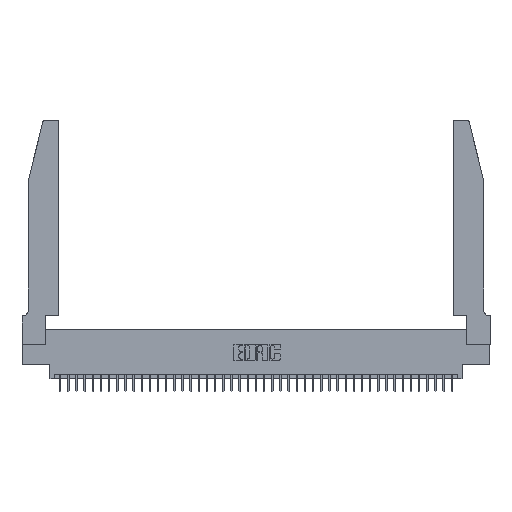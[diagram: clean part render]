
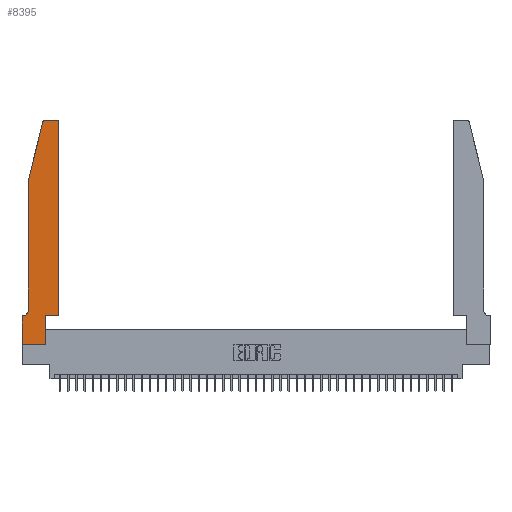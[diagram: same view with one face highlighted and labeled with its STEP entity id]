
A CAD part, top view. The second image highlights one B-rep face of the part: STEP entity #8395.
In plain terms, the highlighted planar face has unit normal (0, 0, 1).
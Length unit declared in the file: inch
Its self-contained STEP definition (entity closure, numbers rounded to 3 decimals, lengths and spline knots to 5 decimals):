
#120 = DIRECTION ( 'NONE',  ( 0., -1., 0. ) ) ;
#686 = VECTOR ( 'NONE', #36483, 39.37008 ) ;
#716 = CARTESIAN_POINT ( 'NONE',  ( 0.2865, 0.35, 0.37 ) ) ;
#811 = ORIENTED_EDGE ( 'NONE', *, *, #20115, .T. ) ;
#830 = DIRECTION ( 'NONE',  ( 0., 0., -1. ) ) ;
#1497 = ORIENTED_EDGE ( 'NONE', *, *, #26605, .T. ) ;
#1868 = CARTESIAN_POINT ( 'NONE',  ( 0.284, 2.75, 0.37 ) ) ;
#3044 = LINE ( 'NONE', #15106, #28185 ) ;
#3692 = CARTESIAN_POINT ( 'NONE',  ( 0.0055, 0.35, 0.37 ) ) ;
#3932 = CARTESIAN_POINT ( 'NONE',  ( 0.0755, 0.42, 0.37 ) ) ;
#4376 = VECTOR ( 'NONE', #37915, 39.37008 ) ;
#4740 = LINE ( 'NONE', #12407, #23157 ) ;
#5419 = LINE ( 'NONE', #29814, #24365 ) ;
#5717 = VECTOR ( 'NONE', #24784, 39.37008 ) ;
#6236 = CARTESIAN_POINT ( 'NONE',  ( 0.4505, 2.72, 0.37 ) ) ;
#6483 = AXIS2_PLACEMENT_3D ( 'NONE', #18157, #30768, #31336 ) ;
#6733 = EDGE_CURVE ( 'NONE', #12213, #16330, #34926, .T. ) ;
#7480 = EDGE_CURVE ( 'NONE', #39491, #8948, #14376, .T. ) ;
#7725 = EDGE_CURVE ( 'NONE', #10169, #33987, #17376, .T. ) ;
#8265 = ORIENTED_EDGE ( 'NONE', *, *, #7480, .T. ) ;
#8363 = EDGE_CURVE ( 'NONE', #18567, #10169, #3044, .T. ) ;
#8395 = ADVANCED_FACE ( 'NONE', ( #20465 ), #34911, .T. ) ;
#8948 = VERTEX_POINT ( 'NONE', #15976 ) ;
#9310 = CARTESIAN_POINT ( 'NONE',  ( 0.4505, 0.35, 0.37 ) ) ;
#10142 = CARTESIAN_POINT ( 'NONE',  ( 0.0055, 0.42, 0.37 ) ) ;
#10169 = VERTEX_POINT ( 'NONE', #9310 ) ;
#10432 = CARTESIAN_POINT ( 'NONE',  ( 0., 0.35, 0.37 ) ) ;
#11318 = ORIENTED_EDGE ( 'NONE', *, *, #8363, .T. ) ;
#11367 = CARTESIAN_POINT ( 'NONE',  ( 0.0755, 2., 0.37 ) ) ;
#11844 = LINE ( 'NONE', #14750, #5717 ) ;
#11990 = CARTESIAN_POINT ( 'NONE',  ( 0.25487, 2.72718, 0.37 ) ) ;
#12179 = EDGE_LOOP ( 'NONE', ( #41978, #15940, #31308, #27191, #1497, #20186, #33002, #8265, #39570, #11318, #16660, #811 ) ) ;
#12213 = VERTEX_POINT ( 'NONE', #28438 ) ;
#12407 = CARTESIAN_POINT ( 'NONE',  ( 0.0755, 0.35, 0.37 ) ) ;
#13843 = DIRECTION ( 'NONE',  ( 0., 0., 1. ) ) ;
#14339 = VECTOR ( 'NONE', #41822, 39.37008 ) ;
#14376 = LINE ( 'NONE', #18490, #25646 ) ;
#14750 = CARTESIAN_POINT ( 'NONE',  ( 0.2865, 0.35, 0.37 ) ) ;
#14828 = CIRCLE ( 'NONE', #6483, 0.03 ) ;
#15106 = CARTESIAN_POINT ( 'NONE',  ( 0.4505, 0.35, 0.37 ) ) ;
#15527 = CARTESIAN_POINT ( 'NONE',  ( 0., 0.35, 0.37 ) ) ;
#15940 = ORIENTED_EDGE ( 'NONE', *, *, #28866, .T. ) ;
#15976 = CARTESIAN_POINT ( 'NONE',  ( 0.2865, 0., 0.37 ) ) ;
#16330 = VERTEX_POINT ( 'NONE', #1868 ) ;
#16660 = ORIENTED_EDGE ( 'NONE', *, *, #7725, .T. ) ;
#17129 = DIRECTION ( 'NONE',  ( 1., 0., 0. ) ) ;
#17376 = LINE ( 'NONE', #32179, #14339 ) ;
#17646 = EDGE_CURVE ( 'NONE', #26892, #37119, #34573, .T. ) ;
#18157 = CARTESIAN_POINT ( 'NONE',  ( 0.284, 2.72, 0.37 ) ) ;
#18490 = CARTESIAN_POINT ( 'NONE',  ( 0., 0., 0.37 ) ) ;
#18567 = VERTEX_POINT ( 'NONE', #716 ) ;
#19748 = CARTESIAN_POINT ( 'NONE',  ( 0.0755, 2., 0.37 ) ) ;
#20115 = EDGE_CURVE ( 'NONE', #33987, #12213, #21701, .T. ) ;
#20186 = ORIENTED_EDGE ( 'NONE', *, *, #36935, .T. ) ;
#20280 = LINE ( 'NONE', #11367, #4376 ) ;
#20465 = FACE_OUTER_BOUND ( 'NONE', #12179, .T. ) ;
#21463 = CARTESIAN_POINT ( 'NONE',  ( 0.2605, 2.75, 0.37 ) ) ;
#21701 = CIRCLE ( 'NONE', #26398, 0.03 ) ;
#21723 = DIRECTION ( 'NONE',  ( 1., 0., 0. ) ) ;
#21865 = DIRECTION ( 'NONE',  ( 0., 0., 1. ) ) ;
#23157 = VECTOR ( 'NONE', #38959, 39.37008 ) ;
#23964 = VERTEX_POINT ( 'NONE', #10432 ) ;
#24365 = VECTOR ( 'NONE', #120, 39.37008 ) ;
#24734 = EDGE_CURVE ( 'NONE', #39740, #26892, #20280, .T. ) ;
#24784 = DIRECTION ( 'NONE',  ( 0., 1., 0. ) ) ;
#25171 = DIRECTION ( 'NONE',  ( 1., 0., 0. ) ) ;
#25646 = VECTOR ( 'NONE', #42251, 39.37008 ) ;
#25791 = CIRCLE ( 'NONE', #41447, 0.07 ) ;
#26398 = AXIS2_PLACEMENT_3D ( 'NONE', #27210, #13843, #17129 ) ;
#26605 = EDGE_CURVE ( 'NONE', #37119, #31599, #25791, .T. ) ;
#26892 = VERTEX_POINT ( 'NONE', #38529 ) ;
#27191 = ORIENTED_EDGE ( 'NONE', *, *, #17646, .T. ) ;
#27210 = CARTESIAN_POINT ( 'NONE',  ( 0.4205, 2.72, 0.37 ) ) ;
#28185 = VECTOR ( 'NONE', #21723, 39.37008 ) ;
#28438 = CARTESIAN_POINT ( 'NONE',  ( 0.4205, 2.75, 0.37 ) ) ;
#28866 = EDGE_CURVE ( 'NONE', #16330, #39740, #14828, .T. ) ;
#29172 = CARTESIAN_POINT ( 'NONE',  ( 0., 0., 0.37 ) ) ;
#29633 = DIRECTION ( 'NONE',  ( -1., 0., 0. ) ) ;
#29814 = CARTESIAN_POINT ( 'NONE',  ( 0., 0., 0.37 ) ) ;
#30525 = AXIS2_PLACEMENT_3D ( 'NONE', #15527, #21865, #25171 ) ;
#30768 = DIRECTION ( 'NONE',  ( 0., 0., 1. ) ) ;
#31098 = EDGE_CURVE ( 'NONE', #8948, #18567, #11844, .T. ) ;
#31308 = ORIENTED_EDGE ( 'NONE', *, *, #24734, .T. ) ;
#31336 = DIRECTION ( 'NONE',  ( 1., 0., 0. ) ) ;
#31599 = VERTEX_POINT ( 'NONE', #3692 ) ;
#32179 = CARTESIAN_POINT ( 'NONE',  ( 0.4505, 0.35, 0.37 ) ) ;
#33002 = ORIENTED_EDGE ( 'NONE', *, *, #42167, .T. ) ;
#33514 = DIRECTION ( 'NONE',  ( -1., 0., 0. ) ) ;
#33987 = VERTEX_POINT ( 'NONE', #6236 ) ;
#34573 = LINE ( 'NONE', #19748, #686 ) ;
#34911 = PLANE ( 'NONE',  #30525 ) ;
#34926 = LINE ( 'NONE', #21463, #41632 ) ;
#36483 = DIRECTION ( 'NONE',  ( 0., -1., 0. ) ) ;
#36935 = EDGE_CURVE ( 'NONE', #31599, #23964, #4740, .T. ) ;
#37119 = VERTEX_POINT ( 'NONE', #3932 ) ;
#37915 = DIRECTION ( 'NONE',  ( -0.239, -0.971, 0. ) ) ;
#38529 = CARTESIAN_POINT ( 'NONE',  ( 0.0755, 2., 0.37 ) ) ;
#38959 = DIRECTION ( 'NONE',  ( -1., 0., 0. ) ) ;
#39491 = VERTEX_POINT ( 'NONE', #29172 ) ;
#39570 = ORIENTED_EDGE ( 'NONE', *, *, #31098, .T. ) ;
#39740 = VERTEX_POINT ( 'NONE', #11990 ) ;
#41447 = AXIS2_PLACEMENT_3D ( 'NONE', #10142, #830, #33514 ) ;
#41632 = VECTOR ( 'NONE', #29633, 39.37008 ) ;
#41822 = DIRECTION ( 'NONE',  ( 0., 1., 0. ) ) ;
#41978 = ORIENTED_EDGE ( 'NONE', *, *, #6733, .T. ) ;
#42167 = EDGE_CURVE ( 'NONE', #23964, #39491, #5419, .T. ) ;
#42251 = DIRECTION ( 'NONE',  ( 1., 0., 0. ) ) ;
